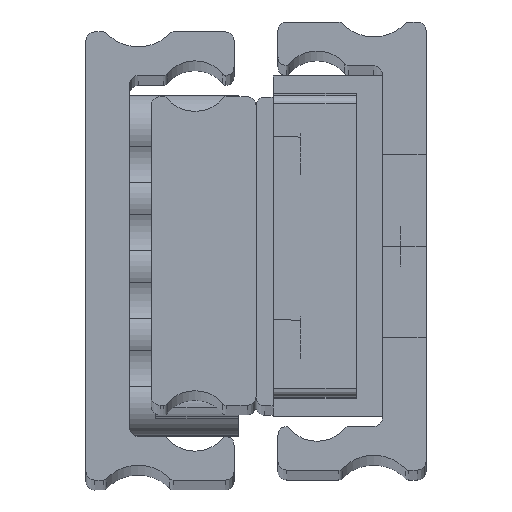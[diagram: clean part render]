
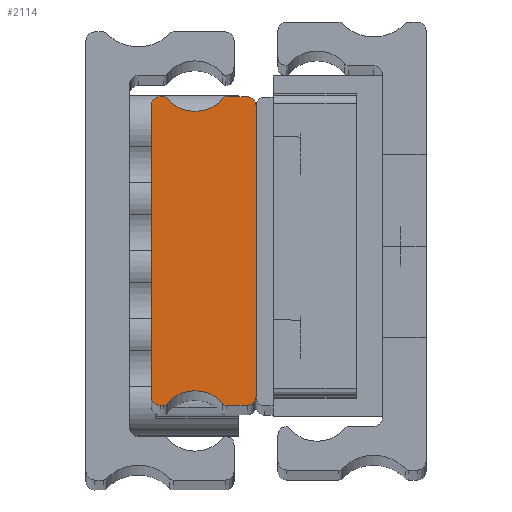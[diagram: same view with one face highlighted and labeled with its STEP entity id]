
A CAD part, top view. The second image highlights one B-rep face of the part: STEP entity #2114.
In plain terms, the highlighted planar face has unit normal (0, 0, 1).
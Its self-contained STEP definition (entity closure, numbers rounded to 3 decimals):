
#12 = CIRCLE ( 'NONE', #859, 0.5 ) ;
#42 = EDGE_CURVE ( 'NONE', #5309, #99, #1800, .T. ) ;
#69 = DIRECTION ( 'NONE',  ( 1., 0., 0. ) ) ;
#92 = VERTEX_POINT ( 'NONE', #4642 ) ;
#99 = VERTEX_POINT ( 'NONE', #5993 ) ;
#106 = DIRECTION ( 'NONE',  ( 0., 0., 1. ) ) ;
#145 = CARTESIAN_POINT ( 'NONE',  ( -12., 16.687, 0. ) ) ;
#149 = CIRCLE ( 'NONE', #2943, 0.5 ) ;
#171 = CARTESIAN_POINT ( 'NONE',  ( -7., 20.232, 0. ) ) ;
#354 = CARTESIAN_POINT ( 'NONE',  ( -11., -17.687, 0. ) ) ;
#361 = VERTEX_POINT ( 'NONE', #6820 ) ;
#380 = CARTESIAN_POINT ( 'NONE',  ( -3.808, -17.473, 0. ) ) ;
#421 = AXIS2_PLACEMENT_3D ( 'NONE', #6278, #3866, #3372 ) ;
#468 = ORIENTED_EDGE ( 'NONE', *, *, #2078, .T. ) ;
#479 = EDGE_CURVE ( 'NONE', #4558, #2975, #6358, .T. ) ;
#496 = VECTOR ( 'NONE', #3935, 1000. ) ;
#559 = VERTEX_POINT ( 'NONE', #663 ) ;
#622 = AXIS2_PLACEMENT_3D ( 'NONE', #4849, #834, #7162 ) ;
#663 = CARTESIAN_POINT ( 'NONE',  ( -10.192, -17.473, 0. ) ) ;
#722 = CIRCLE ( 'NONE', #2290, 4.22 ) ;
#765 = EDGE_CURVE ( 'NONE', #99, #3102, #3587, .T. ) ;
#834 = DIRECTION ( 'NONE',  ( 0., 0., 1. ) ) ;
#859 = AXIS2_PLACEMENT_3D ( 'NONE', #2389, #106, #4202 ) ;
#895 = EDGE_CURVE ( 'NONE', #559, #5932, #722, .T. ) ;
#913 = DIRECTION ( 'NONE',  ( -1., 0., 0. ) ) ;
#975 = ORIENTED_EDGE ( 'NONE', *, *, #42, .T. ) ;
#1000 = AXIS2_PLACEMENT_3D ( 'NONE', #171, #3658, #4832 ) ;
#1107 = DIRECTION ( 'NONE',  ( 1., 0., 0. ) ) ;
#1110 = CARTESIAN_POINT ( 'NONE',  ( 0., -16.687, 0. ) ) ;
#1122 = CARTESIAN_POINT ( 'NONE',  ( -3.397, -17.187, 0. ) ) ;
#1123 = CARTESIAN_POINT ( 'NONE',  ( 0., -16.687, 0. ) ) ;
#1142 = VECTOR ( 'NONE', #3465, 1000. ) ;
#1209 = FACE_OUTER_BOUND ( 'NONE', #4250, .T. ) ;
#1249 = VECTOR ( 'NONE', #4223, 1000. ) ;
#1384 = ORIENTED_EDGE ( 'NONE', *, *, #7102, .T. ) ;
#1388 = VECTOR ( 'NONE', #4146, 1000. ) ;
#1399 = ORIENTED_EDGE ( 'NONE', *, *, #3386, .T. ) ;
#1430 = CARTESIAN_POINT ( 'NONE',  ( -1., 17.688, 0. ) ) ;
#1440 = ORIENTED_EDGE ( 'NONE', *, *, #4451, .T. ) ;
#1505 = CARTESIAN_POINT ( 'NONE',  ( -3.397, -17.688, 0. ) ) ;
#1528 = CARTESIAN_POINT ( 'NONE',  ( -3.397, -17.688, 0. ) ) ;
#1628 = EDGE_CURVE ( 'NONE', #3161, #2214, #5595, .T. ) ;
#1650 = AXIS2_PLACEMENT_3D ( 'NONE', #1122, #3541, #5289 ) ;
#1691 = EDGE_CURVE ( 'NONE', #3102, #92, #4780, .T. ) ;
#1704 = CARTESIAN_POINT ( 'NONE',  ( -11., -17.687, 0. ) ) ;
#1800 = LINE ( 'NONE', #7528, #1388 ) ;
#1989 = CARTESIAN_POINT ( 'NONE',  ( -1., -17.688, 0. ) ) ;
#2078 = EDGE_CURVE ( 'NONE', #2214, #4558, #2443, .T. ) ;
#2114 = ADVANCED_FACE ( 'NONE', ( #1209 ), #5890, .T. ) ;
#2214 = VERTEX_POINT ( 'NONE', #1989 ) ;
#2290 = AXIS2_PLACEMENT_3D ( 'NONE', #7534, #6411, #3554 ) ;
#2304 = CARTESIAN_POINT ( 'NONE',  ( -10.603, 17.187, 0. ) ) ;
#2389 = CARTESIAN_POINT ( 'NONE',  ( -3.397, 17.187, 0. ) ) ;
#2394 = EDGE_CURVE ( 'NONE', #361, #3724, #12, .T. ) ;
#2443 = CIRCLE ( 'NONE', #3059, 1. ) ;
#2445 = ORIENTED_EDGE ( 'NONE', *, *, #765, .T. ) ;
#2536 = AXIS2_PLACEMENT_3D ( 'NONE', #3854, #6877, #4426 ) ;
#2547 = EDGE_CURVE ( 'NONE', #3678, #5309, #3809, .T. ) ;
#2565 = CARTESIAN_POINT ( 'NONE',  ( -1., 17.687, 0. ) ) ;
#2653 = VERTEX_POINT ( 'NONE', #6683 ) ;
#2738 = CIRCLE ( 'NONE', #421, 1. ) ;
#2752 = CIRCLE ( 'NONE', #4837, 0.5 ) ;
#2874 = EDGE_CURVE ( 'NONE', #4446, #2653, #149, .T. ) ;
#2943 = AXIS2_PLACEMENT_3D ( 'NONE', #2304, #7071, #4109 ) ;
#2971 = CARTESIAN_POINT ( 'NONE',  ( -7., 20.232, 0. ) ) ;
#2975 = VERTEX_POINT ( 'NONE', #6596 ) ;
#3059 = AXIS2_PLACEMENT_3D ( 'NONE', #4576, #6414, #6916 ) ;
#3102 = VERTEX_POINT ( 'NONE', #354 ) ;
#3161 = VERTEX_POINT ( 'NONE', #1505 ) ;
#3336 = EDGE_CURVE ( 'NONE', #3724, #4446, #6866, .T. ) ;
#3368 = VERTEX_POINT ( 'NONE', #1430 ) ;
#3372 = DIRECTION ( 'NONE',  ( 1., 0., 0. ) ) ;
#3376 = CIRCLE ( 'NONE', #1650, 0.5 ) ;
#3386 = EDGE_CURVE ( 'NONE', #3368, #361, #6096, .T. ) ;
#3445 = ORIENTED_EDGE ( 'NONE', *, *, #1691, .T. ) ;
#3465 = DIRECTION ( 'NONE',  ( 0., 1., 0. ) ) ;
#3518 = ORIENTED_EDGE ( 'NONE', *, *, #2547, .T. ) ;
#3541 = DIRECTION ( 'NONE',  ( 0., 0., 1. ) ) ;
#3554 = DIRECTION ( 'NONE',  ( 1., 0., 0. ) ) ;
#3587 = CIRCLE ( 'NONE', #2536, 1. ) ;
#3658 = DIRECTION ( 'NONE',  ( 0., 0., -1. ) ) ;
#3678 = VERTEX_POINT ( 'NONE', #5973 ) ;
#3724 = VERTEX_POINT ( 'NONE', #6351 ) ;
#3809 = CIRCLE ( 'NONE', #622, 1. ) ;
#3854 = CARTESIAN_POINT ( 'NONE',  ( -11., -16.688, 0. ) ) ;
#3866 = DIRECTION ( 'NONE',  ( 0., 0., 1. ) ) ;
#3935 = DIRECTION ( 'NONE',  ( 1., 0., 0. ) ) ;
#3972 = CARTESIAN_POINT ( 'NONE',  ( -10.192, 17.473, 0. ) ) ;
#4109 = DIRECTION ( 'NONE',  ( 1., 0., 0. ) ) ;
#4126 = ORIENTED_EDGE ( 'NONE', *, *, #1628, .T. ) ;
#4146 = DIRECTION ( 'NONE',  ( 0., -1., 0. ) ) ;
#4202 = DIRECTION ( 'NONE',  ( 1., 0., 0. ) ) ;
#4223 = DIRECTION ( 'NONE',  ( -1., 0., 0. ) ) ;
#4250 = EDGE_LOOP ( 'NONE', ( #6349, #4369, #5511, #3518, #975, #2445, #3445, #1384, #4992, #6561, #4126, #468, #5214, #1440, #1399, #7195 ) ) ;
#4369 = ORIENTED_EDGE ( 'NONE', *, *, #2874, .T. ) ;
#4426 = DIRECTION ( 'NONE',  ( 1., 0., 0. ) ) ;
#4446 = VERTEX_POINT ( 'NONE', #3972 ) ;
#4451 = EDGE_CURVE ( 'NONE', #2975, #3368, #2738, .T. ) ;
#4558 = VERTEX_POINT ( 'NONE', #1110 ) ;
#4576 = CARTESIAN_POINT ( 'NONE',  ( -1., -16.687, 0. ) ) ;
#4642 = CARTESIAN_POINT ( 'NONE',  ( -10.603, -17.687, 0. ) ) ;
#4755 = VECTOR ( 'NONE', #913, 1000. ) ;
#4780 = LINE ( 'NONE', #1704, #7353 ) ;
#4832 = DIRECTION ( 'NONE',  ( 1., 0., 0. ) ) ;
#4837 = AXIS2_PLACEMENT_3D ( 'NONE', #7369, #6210, #5096 ) ;
#4849 = CARTESIAN_POINT ( 'NONE',  ( -11., 16.687, 0. ) ) ;
#4932 = LINE ( 'NONE', #6122, #4755 ) ;
#4992 = ORIENTED_EDGE ( 'NONE', *, *, #895, .T. ) ;
#5096 = DIRECTION ( 'NONE',  ( 1., 0., 0. ) ) ;
#5214 = ORIENTED_EDGE ( 'NONE', *, *, #479, .T. ) ;
#5289 = DIRECTION ( 'NONE',  ( 1., 0., 0. ) ) ;
#5306 = DIRECTION ( 'NONE',  ( 0., 0., 1. ) ) ;
#5309 = VERTEX_POINT ( 'NONE', #145 ) ;
#5511 = ORIENTED_EDGE ( 'NONE', *, *, #6255, .T. ) ;
#5595 = LINE ( 'NONE', #1528, #496 ) ;
#5890 = PLANE ( 'NONE',  #7472 ) ;
#5932 = VERTEX_POINT ( 'NONE', #380 ) ;
#5973 = CARTESIAN_POINT ( 'NONE',  ( -11., 17.687, 0. ) ) ;
#5993 = CARTESIAN_POINT ( 'NONE',  ( -12., -16.688, 0. ) ) ;
#6096 = LINE ( 'NONE', #2565, #1249 ) ;
#6122 = CARTESIAN_POINT ( 'NONE',  ( -10.603, 17.688, 0. ) ) ;
#6210 = DIRECTION ( 'NONE',  ( 0., 0., 1. ) ) ;
#6255 = EDGE_CURVE ( 'NONE', #2653, #3678, #4932, .T. ) ;
#6278 = CARTESIAN_POINT ( 'NONE',  ( -1., 16.687, 0. ) ) ;
#6349 = ORIENTED_EDGE ( 'NONE', *, *, #3336, .T. ) ;
#6351 = CARTESIAN_POINT ( 'NONE',  ( -3.808, 17.473, 0. ) ) ;
#6358 = LINE ( 'NONE', #1123, #1142 ) ;
#6411 = DIRECTION ( 'NONE',  ( 0., 0., -1. ) ) ;
#6414 = DIRECTION ( 'NONE',  ( 0., 0., 1. ) ) ;
#6561 = ORIENTED_EDGE ( 'NONE', *, *, #7221, .T. ) ;
#6596 = CARTESIAN_POINT ( 'NONE',  ( 0., 16.687, 0. ) ) ;
#6683 = CARTESIAN_POINT ( 'NONE',  ( -10.603, 17.687, 0. ) ) ;
#6820 = CARTESIAN_POINT ( 'NONE',  ( -3.397, 17.687, 0. ) ) ;
#6866 = CIRCLE ( 'NONE', #1000, 4.22 ) ;
#6877 = DIRECTION ( 'NONE',  ( 0., 0., 1. ) ) ;
#6916 = DIRECTION ( 'NONE',  ( 1., 0., 0. ) ) ;
#7071 = DIRECTION ( 'NONE',  ( 0., 0., 1. ) ) ;
#7102 = EDGE_CURVE ( 'NONE', #92, #559, #2752, .T. ) ;
#7162 = DIRECTION ( 'NONE',  ( 1., 0., 0. ) ) ;
#7195 = ORIENTED_EDGE ( 'NONE', *, *, #2394, .T. ) ;
#7221 = EDGE_CURVE ( 'NONE', #5932, #3161, #3376, .T. ) ;
#7353 = VECTOR ( 'NONE', #1107, 1000. ) ;
#7369 = CARTESIAN_POINT ( 'NONE',  ( -10.603, -17.187, 0. ) ) ;
#7472 = AXIS2_PLACEMENT_3D ( 'NONE', #2971, #5306, #69 ) ;
#7528 = CARTESIAN_POINT ( 'NONE',  ( -12., 16.687, 0. ) ) ;
#7534 = CARTESIAN_POINT ( 'NONE',  ( -7., -20.232, 0. ) ) ;
